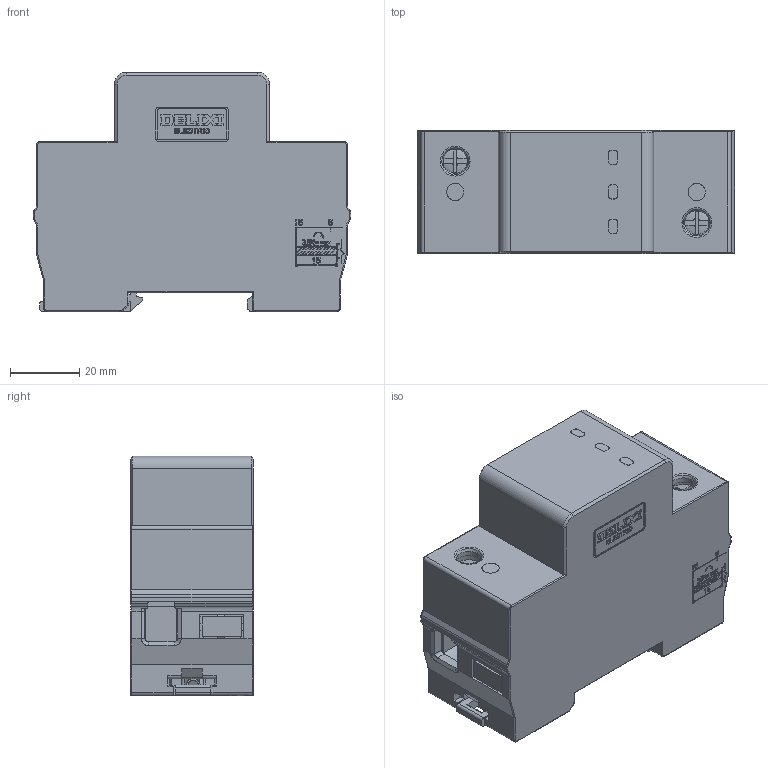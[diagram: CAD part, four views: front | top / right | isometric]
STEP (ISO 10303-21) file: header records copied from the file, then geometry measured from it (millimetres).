
FILE_DESCRIPTION((''),'2;1');
FILE_NAME('1P_YX_ASM_SW0004','2025-06-18T',('weiren.liu'),(''),'PRO/ENGINEER BY PARAMETRIC TECHNOLOGY CORPORATION, 2017170','PRO/ENGINEER BY PARAMETRIC TECHNOLOGY CORPORATION, 2017170','');
FILE_SCHEMA(('CONFIG_CONTROL_DESIGN'));
Products named in the file (1): 1P_YX_ASM_SW0004
Bounding box: 92 x 35.6 x 69.4 mm (x, y, z)
Volume: 57567.2 mm3; surface area: 61055 mm2
Topology: 1 solids, 1 shells, 2612 faces, 7431 edges, 4908 vertices
Faces by surface type: plane 2197, cylinder 298, torus 50, cone 37, bspline 22, sphere 8
Entity records: 91512 total; most frequent: CARTESIAN_POINT 23114, ORIENTED_EDGE 14858, DIRECTION 13147, EDGE_CURVE 7429, VECTOR 6387, LINE 6387, VERTEX_POINT 4908, AXIS2_PLACEMENT_3D 3380
